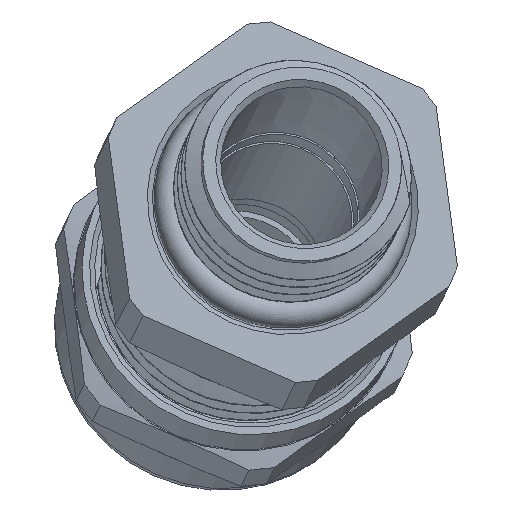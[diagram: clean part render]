
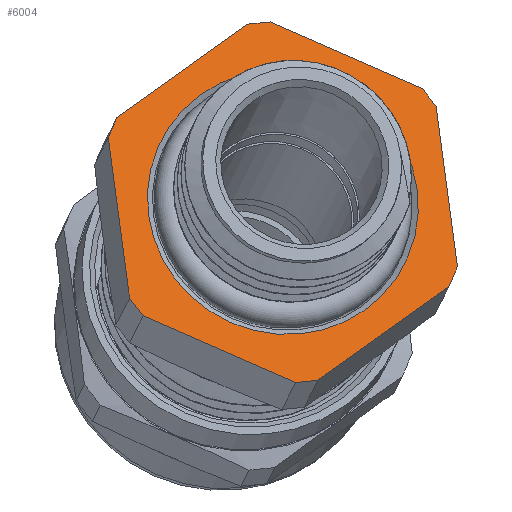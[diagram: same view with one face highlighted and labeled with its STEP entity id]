
A CAD part, left-side view. The second image highlights one B-rep face of the part: STEP entity #6004.
In plain terms, the highlighted face is planar.
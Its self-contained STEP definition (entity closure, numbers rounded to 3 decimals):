
#357=LINE('',#13545,#670);
#358=LINE('',#13547,#671);
#359=LINE('',#13549,#672);
#360=LINE('',#13551,#673);
#361=LINE('',#13553,#674);
#362=LINE('',#13555,#675);
#363=LINE('',#13557,#676);
#364=LINE('',#13559,#677);
#365=LINE('',#13561,#678);
#366=LINE('',#13563,#679);
#367=LINE('',#13565,#680);
#368=LINE('',#13566,#681);
#670=VECTOR('',#8513,10.);
#671=VECTOR('',#8514,10.);
#672=VECTOR('',#8515,10.);
#673=VECTOR('',#8516,10.);
#674=VECTOR('',#8517,10.);
#675=VECTOR('',#8518,10.);
#676=VECTOR('',#8519,10.);
#677=VECTOR('',#8520,10.);
#678=VECTOR('',#8521,10.);
#679=VECTOR('',#8522,10.);
#680=VECTOR('',#8523,10.);
#681=VECTOR('',#8524,10.);
#832=FACE_BOUND('',#1852,.T.);
#1098=PLANE('',#6828);
#1438=FACE_OUTER_BOUND('',#1851,.T.);
#1851=EDGE_LOOP('',(#5287,#5288,#5289,#5290,#5291,#5292,#5293,#5294,#5295,
#5296,#5297,#5298));
#1852=EDGE_LOOP('',(#5299));
#2428=CIRCLE('',#6826,6.964);
#2925=VERTEX_POINT('',#13538);
#2927=VERTEX_POINT('',#13543);
#2928=VERTEX_POINT('',#13544);
#2929=VERTEX_POINT('',#13546);
#2930=VERTEX_POINT('',#13548);
#2931=VERTEX_POINT('',#13550);
#2932=VERTEX_POINT('',#13552);
#2933=VERTEX_POINT('',#13554);
#2934=VERTEX_POINT('',#13556);
#2935=VERTEX_POINT('',#13558);
#2936=VERTEX_POINT('',#13560);
#2937=VERTEX_POINT('',#13562);
#2938=VERTEX_POINT('',#13564);
#3737=EDGE_CURVE('',#2925,#2925,#2428,.T.);
#3739=EDGE_CURVE('',#2927,#2928,#357,.T.);
#3740=EDGE_CURVE('',#2928,#2929,#358,.T.);
#3741=EDGE_CURVE('',#2929,#2930,#359,.T.);
#3742=EDGE_CURVE('',#2930,#2931,#360,.T.);
#3743=EDGE_CURVE('',#2931,#2932,#361,.T.);
#3744=EDGE_CURVE('',#2932,#2933,#362,.T.);
#3745=EDGE_CURVE('',#2933,#2934,#363,.T.);
#3746=EDGE_CURVE('',#2934,#2935,#364,.T.);
#3747=EDGE_CURVE('',#2935,#2936,#365,.T.);
#3748=EDGE_CURVE('',#2936,#2937,#366,.T.);
#3749=EDGE_CURVE('',#2937,#2938,#367,.T.);
#3750=EDGE_CURVE('',#2938,#2927,#368,.T.);
#5287=ORIENTED_EDGE('',*,*,#3739,.T.);
#5288=ORIENTED_EDGE('',*,*,#3740,.T.);
#5289=ORIENTED_EDGE('',*,*,#3741,.T.);
#5290=ORIENTED_EDGE('',*,*,#3742,.T.);
#5291=ORIENTED_EDGE('',*,*,#3743,.T.);
#5292=ORIENTED_EDGE('',*,*,#3744,.T.);
#5293=ORIENTED_EDGE('',*,*,#3745,.T.);
#5294=ORIENTED_EDGE('',*,*,#3746,.T.);
#5295=ORIENTED_EDGE('',*,*,#3747,.T.);
#5296=ORIENTED_EDGE('',*,*,#3748,.T.);
#5297=ORIENTED_EDGE('',*,*,#3749,.T.);
#5298=ORIENTED_EDGE('',*,*,#3750,.T.);
#5299=ORIENTED_EDGE('',*,*,#3737,.F.);
#6004=ADVANCED_FACE('',(#1438,#832),#1098,.T.);
#6826=AXIS2_PLACEMENT_3D('',#13539,#8507,#8508);
#6828=AXIS2_PLACEMENT_3D('',#13542,#8511,#8512);
#8507=DIRECTION('center_axis',(1.,0.,0.));
#8508=DIRECTION('ref_axis',(0.,0.,-1.));
#8511=DIRECTION('center_axis',(1.,0.,0.));
#8512=DIRECTION('ref_axis',(0.,0.,-1.));
#8513=DIRECTION('',(0.,-0.866,0.5));
#8514=DIRECTION('',(0.,-1.,0.));
#8515=DIRECTION('',(0.,-0.866,-0.5));
#8516=DIRECTION('',(0.,-0.5,-0.866));
#8517=DIRECTION('',(0.,0.,-1.));
#8518=DIRECTION('',(0.,0.5,-0.866));
#8519=DIRECTION('',(0.,0.866,-0.5));
#8520=DIRECTION('',(0.,1.,0.));
#8521=DIRECTION('',(0.,0.866,0.5));
#8522=DIRECTION('',(0.,0.5,0.866));
#8523=DIRECTION('',(0.,0.,1.));
#8524=DIRECTION('',(0.,-0.5,0.866));
#13538=CARTESIAN_POINT('',(-7.8,0.,6.964));
#13539=CARTESIAN_POINT('Origin',(-7.8,0.,
0.));
#13542=CARTESIAN_POINT('Origin',(-7.8,6.714,0.));
#13543=CARTESIAN_POINT('',(-7.8,5.24,7.924));
#13544=CARTESIAN_POINT('',(-7.8,4.243,8.5));
#13545=CARTESIAN_POINT('',(-7.8,7.508,6.615));
#13546=CARTESIAN_POINT('',(-7.8,-4.243,8.5));
#13547=CARTESIAN_POINT('',(-7.8,5.478,8.5));
#13548=CARTESIAN_POINT('',(-7.8,-5.24,7.924));
#13549=CARTESIAN_POINT('',(-7.8,-1.974,9.81));
#13550=CARTESIAN_POINT('',(-7.8,-9.483,0.576));
#13551=CARTESIAN_POINT('',(-7.8,-5.461,7.541));
#13552=CARTESIAN_POINT('',(-7.8,-9.483,-0.576));
#13553=CARTESIAN_POINT('',(-7.8,-9.483,0.288));
#13554=CARTESIAN_POINT('',(-7.8,-5.24,-7.924));
#13555=CARTESIAN_POINT('',(-7.8,-7.583,-3.867));
#13556=CARTESIAN_POINT('',(-7.8,-4.243,-8.5));
#13557=CARTESIAN_POINT('',(-7.8,-2.473,-9.522));
#13558=CARTESIAN_POINT('',(-7.8,4.243,-8.5));
#13559=CARTESIAN_POINT('',(-7.8,1.236,-8.5));
#13560=CARTESIAN_POINT('',(-7.8,5.24,-7.924));
#13561=CARTESIAN_POINT('',(-7.8,7.01,-6.902));
#13562=CARTESIAN_POINT('',(-7.8,9.483,-0.576));
#13563=CARTESIAN_POINT('',(-7.8,7.14,-4.633));
#13564=CARTESIAN_POINT('',(-7.8,9.483,0.576));
#13565=CARTESIAN_POINT('',(-7.8,9.483,-0.288));
#13566=CARTESIAN_POINT('',(-7.8,9.261,0.959));
